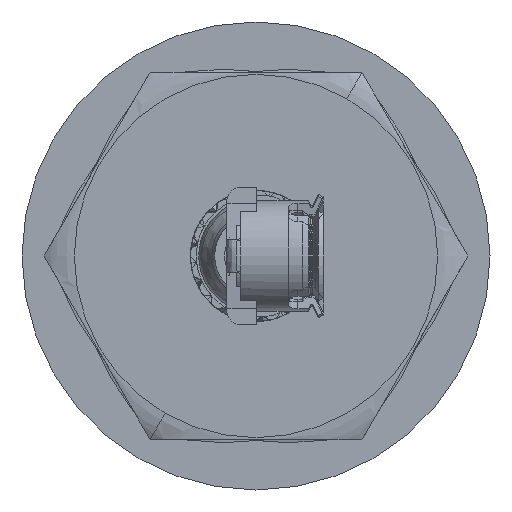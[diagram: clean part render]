
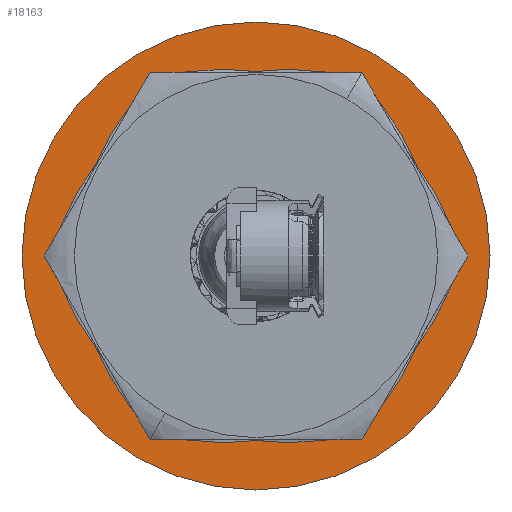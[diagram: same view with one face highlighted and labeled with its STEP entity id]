
A CAD part, left-side view. The second image highlights one B-rep face of the part: STEP entity #18163.
In plain terms, the highlighted planar face has unit normal (-1, 0, 0).
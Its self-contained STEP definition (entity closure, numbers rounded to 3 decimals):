
#3587 = DIRECTION ( 'NONE',  ( 1., 0., 0. ) ) ;
#4705 = EDGE_CURVE ( 'NONE', #30254, #13105, #14543, .T. ) ;
#4956 = EDGE_CURVE ( 'NONE', #13105, #30254, #20854, .T. ) ;
#6849 = CARTESIAN_POINT ( 'NONE',  ( 0., 0., 4. ) ) ;
#12261 = DIRECTION ( 'NONE',  ( 1., 0., 0. ) ) ;
#13105 = VERTEX_POINT ( 'NONE', #6849 ) ;
#13617 = CARTESIAN_POINT ( 'NONE',  ( 0., 0., 5.1 ) ) ;
#14543 = CIRCLE ( 'NONE', #29066, 4. ) ;
#18163 = ADVANCED_FACE ( 'NONE', ( #29870, #25066 ), #50418, .F. ) ;
#18530 = CARTESIAN_POINT ( 'NONE',  ( 0., 0., -4. ) ) ;
#18902 = DIRECTION ( 'NONE',  ( 0., 0., -1. ) ) ;
#19105 = ORIENTED_EDGE ( 'NONE', *, *, #45124, .F. ) ;
#19282 = CARTESIAN_POINT ( 'NONE',  ( 0., 0., 0. ) ) ;
#20787 = EDGE_LOOP ( 'NONE', ( #19105, #49445 ) ) ;
#20854 = CIRCLE ( 'NONE', #48089, 4. ) ;
#22497 = ORIENTED_EDGE ( 'NONE', *, *, #4956, .T. ) ;
#25066 = FACE_BOUND ( 'NONE', #33639, .T. ) ;
#27980 = CARTESIAN_POINT ( 'NONE',  ( 0., 0., 0. ) ) ;
#29007 = CARTESIAN_POINT ( 'NONE',  ( 0., 0., -5.1 ) ) ;
#29066 = AXIS2_PLACEMENT_3D ( 'NONE', #19282, #3587, #55939 ) ;
#29613 = DIRECTION ( 'NONE',  ( 0., 0., -1. ) ) ;
#29870 = FACE_OUTER_BOUND ( 'NONE', #20787, .T. ) ;
#30254 = VERTEX_POINT ( 'NONE', #18530 ) ;
#33639 = EDGE_LOOP ( 'NONE', ( #22497, #46355 ) ) ;
#37379 = CIRCLE ( 'NONE', #40073, 5.1 ) ;
#37727 = CARTESIAN_POINT ( 'NONE',  ( 0., 0., 0. ) ) ;
#40073 = AXIS2_PLACEMENT_3D ( 'NONE', #27980, #41038, #18902 ) ;
#41038 = DIRECTION ( 'NONE',  ( 1., 0., 0. ) ) ;
#41217 = EDGE_CURVE ( 'NONE', #47625, #55909, #37379, .T. ) ;
#42669 = DIRECTION ( 'NONE',  ( 0., 0., -1. ) ) ;
#42737 = AXIS2_PLACEMENT_3D ( 'NONE', #37727, #55118, #53019 ) ;
#43609 = CIRCLE ( 'NONE', #42737, 5.1 ) ;
#45124 = EDGE_CURVE ( 'NONE', #55909, #47625, #43609, .T. ) ;
#45868 = CARTESIAN_POINT ( 'NONE',  ( 0., 0., 0. ) ) ;
#46076 = AXIS2_PLACEMENT_3D ( 'NONE', #50681, #12261, #42669 ) ;
#46355 = ORIENTED_EDGE ( 'NONE', *, *, #4705, .T. ) ;
#47625 = VERTEX_POINT ( 'NONE', #29007 ) ;
#48089 = AXIS2_PLACEMENT_3D ( 'NONE', #45868, #51290, #29613 ) ;
#49445 = ORIENTED_EDGE ( 'NONE', *, *, #41217, .F. ) ;
#50418 = PLANE ( 'NONE',  #46076 ) ;
#50681 = CARTESIAN_POINT ( 'NONE',  ( 0., 0., 0. ) ) ;
#51290 = DIRECTION ( 'NONE',  ( 1., 0., 0. ) ) ;
#53019 = DIRECTION ( 'NONE',  ( 0., 0., -1. ) ) ;
#55118 = DIRECTION ( 'NONE',  ( 1., 0., 0. ) ) ;
#55909 = VERTEX_POINT ( 'NONE', #13617 ) ;
#55939 = DIRECTION ( 'NONE',  ( 0., 0., -1. ) ) ;
